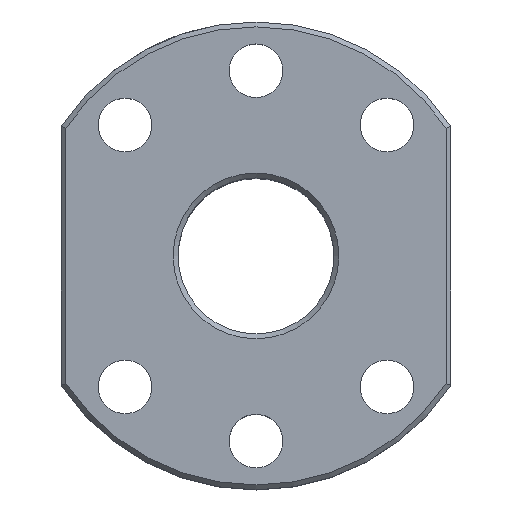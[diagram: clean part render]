
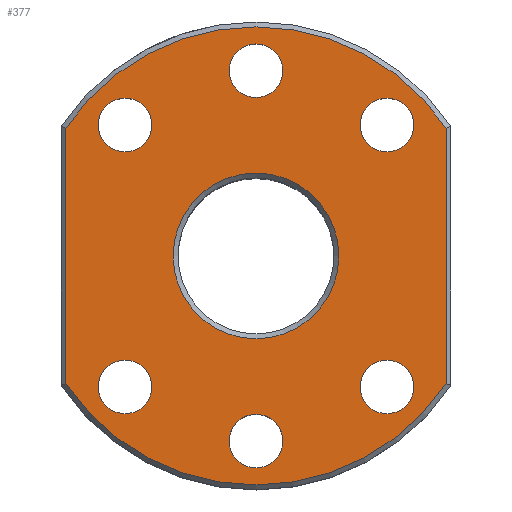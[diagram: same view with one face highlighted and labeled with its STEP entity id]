
A CAD part, top view. The second image highlights one B-rep face of the part: STEP entity #377.
In plain terms, the highlighted planar face has unit normal (0, 0, 1).
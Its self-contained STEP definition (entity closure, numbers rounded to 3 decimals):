
#132=PLANE('',#3413);
#377=ADVANCED_FACE('',(#596,#597,#598,#599,#600,#601,#602,#603),#132,.T.);
#596=FACE_BOUND('',#671,.T.);
#597=FACE_BOUND('',#672,.T.);
#598=FACE_BOUND('',#673,.T.);
#599=FACE_BOUND('',#674,.T.);
#600=FACE_BOUND('',#675,.T.);
#601=FACE_BOUND('',#676,.T.);
#602=FACE_BOUND('',#677,.T.);
#603=FACE_BOUND('',#678,.T.);
#671=EDGE_LOOP('',(#1764,#1765,#1766,#1767));
#672=EDGE_LOOP('',(#1768));
#673=EDGE_LOOP('',(#1769));
#674=EDGE_LOOP('',(#1770));
#675=EDGE_LOOP('',(#1771));
#676=EDGE_LOOP('',(#1772));
#677=EDGE_LOOP('',(#1773));
#678=EDGE_LOOP('',(#1774));
#1219=LINE('',#5195,#1389);
#1220=LINE('',#5199,#1390);
#1389=VECTOR('',#3650,1.);
#1390=VECTOR('',#3653,1.);
#1764=ORIENTED_EDGE('',*,*,#2986,.T.);
#1765=ORIENTED_EDGE('',*,*,#2987,.T.);
#1766=ORIENTED_EDGE('',*,*,#2988,.T.);
#1767=ORIENTED_EDGE('',*,*,#2989,.T.);
#1768=ORIENTED_EDGE('',*,*,#2990,.T.);
#1769=ORIENTED_EDGE('',*,*,#2982,.T.);
#1770=ORIENTED_EDGE('',*,*,#2980,.F.);
#1771=ORIENTED_EDGE('',*,*,#2978,.F.);
#1772=ORIENTED_EDGE('',*,*,#2976,.T.);
#1773=ORIENTED_EDGE('',*,*,#2974,.F.);
#1774=ORIENTED_EDGE('',*,*,#2984,.T.);
#2658=VERTEX_POINT('',#5163);
#2660=VERTEX_POINT('',#5168);
#2662=VERTEX_POINT('',#5173);
#2664=VERTEX_POINT('',#5178);
#2666=VERTEX_POINT('',#5183);
#2668=VERTEX_POINT('',#5188);
#2670=VERTEX_POINT('',#5193);
#2671=VERTEX_POINT('',#5194);
#2672=VERTEX_POINT('',#5196);
#2673=VERTEX_POINT('',#5198);
#2674=VERTEX_POINT('',#5201);
#2974=EDGE_CURVE('',#2658,#2658,#3329,.T.);
#2976=EDGE_CURVE('',#2660,#2660,#3331,.T.);
#2978=EDGE_CURVE('',#2662,#2662,#3333,.T.);
#2980=EDGE_CURVE('',#2664,#2664,#3335,.T.);
#2982=EDGE_CURVE('',#2666,#2666,#3337,.T.);
#2984=EDGE_CURVE('',#2668,#2668,#3339,.T.);
#2986=EDGE_CURVE('',#2670,#2671,#3341,.T.);
#2987=EDGE_CURVE('',#2671,#2672,#1219,.T.);
#2988=EDGE_CURVE('',#2672,#2673,#3342,.T.);
#2989=EDGE_CURVE('',#2673,#2670,#1220,.T.);
#2990=EDGE_CURVE('',#2674,#2674,#3343,.T.);
#3329=CIRCLE('',#3392,2.75);
#3331=CIRCLE('',#3395,2.75);
#3333=CIRCLE('',#3398,2.75);
#3335=CIRCLE('',#3401,2.75);
#3337=CIRCLE('',#3404,2.75);
#3339=CIRCLE('',#3407,2.75);
#3341=CIRCLE('',#3410,23.5);
#3342=CIRCLE('',#3411,23.5);
#3343=CIRCLE('',#3412,8.5);
#3392=AXIS2_PLACEMENT_3D('',#5162,#3612,#3613);
#3395=AXIS2_PLACEMENT_3D('',#5167,#3618,#3619);
#3398=AXIS2_PLACEMENT_3D('',#5172,#3624,#3625);
#3401=AXIS2_PLACEMENT_3D('',#5177,#3630,#3631);
#3404=AXIS2_PLACEMENT_3D('',#5182,#3636,#3637);
#3407=AXIS2_PLACEMENT_3D('',#5187,#3642,#3643);
#3410=AXIS2_PLACEMENT_3D('',#5192,#3648,#3649);
#3411=AXIS2_PLACEMENT_3D('',#5197,#3651,#3652);
#3412=AXIS2_PLACEMENT_3D('',#5200,#3654,#3655);
#3413=AXIS2_PLACEMENT_3D('',#5202,#3656,#3657);
#3612=DIRECTION('',(0.,0.,1.));
#3613=DIRECTION('',(1.,0.,0.));
#3618=DIRECTION('',(0.,0.,-1.));
#3619=DIRECTION('',(1.,0.,0.));
#3624=DIRECTION('',(0.,0.,1.));
#3625=DIRECTION('',(1.,0.,0.));
#3630=DIRECTION('',(0.,0.,1.));
#3631=DIRECTION('',(-1.,0.,0.));
#3636=DIRECTION('',(0.,0.,-1.));
#3637=DIRECTION('',(-1.,0.,0.));
#3642=DIRECTION('',(0.,0.,-1.));
#3643=DIRECTION('',(1.,0.,0.));
#3648=DIRECTION('',(0.,0.,1.));
#3649=DIRECTION('',(1.,0.,0.));
#3650=DIRECTION('',(0.,-1.,0.));
#3651=DIRECTION('',(0.,0.,1.));
#3652=DIRECTION('',(1.,0.,0.));
#3653=DIRECTION('',(0.,1.,0.));
#3654=DIRECTION('',(0.,0.,-1.));
#3655=DIRECTION('',(1.,0.,0.));
#3656=DIRECTION('',(0.,0.,1.));
#3657=DIRECTION('',(1.,0.,0.));
#5162=CARTESIAN_POINT('',(-13.435,13.435,0.));
#5163=CARTESIAN_POINT('',(-10.685,13.435,0.));
#5167=CARTESIAN_POINT('',(-13.435,-13.435,0.));
#5168=CARTESIAN_POINT('',(-10.685,-13.435,0.));
#5172=CARTESIAN_POINT('',(0.,19.,0.));
#5173=CARTESIAN_POINT('',(2.75,19.,0.));
#5177=CARTESIAN_POINT('',(13.435,-13.435,0.));
#5178=CARTESIAN_POINT('',(10.685,-13.435,0.));
#5182=CARTESIAN_POINT('',(13.435,13.435,0.));
#5183=CARTESIAN_POINT('',(10.685,13.435,0.));
#5187=CARTESIAN_POINT('',(0.,-19.,0.));
#5188=CARTESIAN_POINT('',(2.75,-19.,0.));
#5192=CARTESIAN_POINT('',(0.,0.,0.));
#5193=CARTESIAN_POINT('',(19.5,13.115,0.));
#5194=CARTESIAN_POINT('',(-19.5,13.115,0.));
#5195=CARTESIAN_POINT('',(-19.5,-13.266,0.));
#5196=CARTESIAN_POINT('',(-19.5,-13.115,0.));
#5197=CARTESIAN_POINT('',(0.,0.,0.));
#5198=CARTESIAN_POINT('',(19.5,-13.115,0.));
#5199=CARTESIAN_POINT('',(19.5,13.266,0.));
#5200=CARTESIAN_POINT('',(0.,0.,0.));
#5201=CARTESIAN_POINT('',(8.5,0.,0.));
#5202=CARTESIAN_POINT('',(0.,0.,0.));
